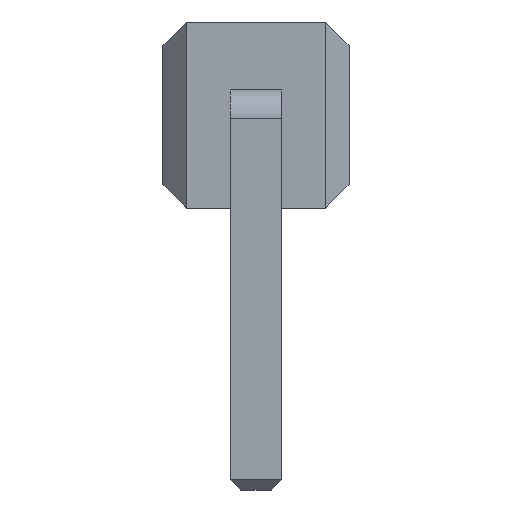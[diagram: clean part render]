
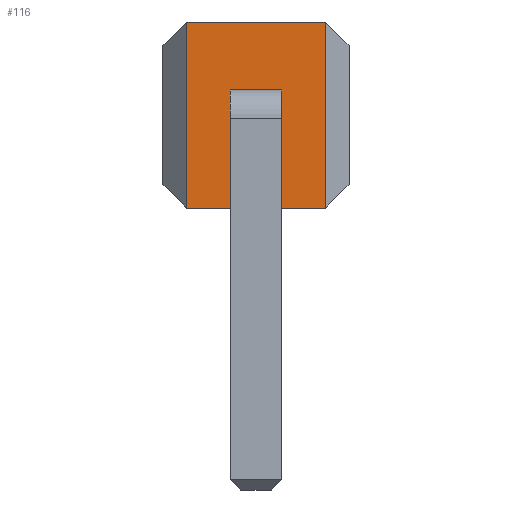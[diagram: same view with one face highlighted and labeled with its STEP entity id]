
A CAD part, front view. The second image highlights one B-rep face of the part: STEP entity #116.
In plain terms, the highlighted planar face has unit normal (0, -1, 0).
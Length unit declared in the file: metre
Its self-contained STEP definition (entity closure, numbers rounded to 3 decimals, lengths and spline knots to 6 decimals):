
#116 = ADVANCED_FACE( '', ( #230 ), #231, .T. );
#230 = FACE_OUTER_BOUND( '', #341, .T. );
#231 = PLANE( '', #342 );
#341 = EDGE_LOOP( '', ( #588, #589, #590, #591 ) );
#342 = AXIS2_PLACEMENT_3D( '', #592, #593, #594 );
#588 = ORIENTED_EDGE( '', *, *, #652, .F. );
#589 = ORIENTED_EDGE( '', *, *, #724, .T. );
#590 = ORIENTED_EDGE( '', *, *, #700, .T. );
#591 = ORIENTED_EDGE( '', *, *, #726, .T. );
#592 = CARTESIAN_POINT( '', ( 0., 0.00121, 0.00127 ) );
#593 = DIRECTION( '', ( 0., -1., 0. ) );
#594 = DIRECTION( '', ( 1., 0., 0. ) );
#652 = EDGE_CURVE( '', #768, #769, #770, .T. );
#700 = EDGE_CURVE( '', #825, #841, #843, .T. );
#724 = EDGE_CURVE( '', #768, #825, #874, .T. );
#726 = EDGE_CURVE( '', #841, #769, #876, .T. );
#768 = VERTEX_POINT( '', #930 );
#769 = VERTEX_POINT( '', #931 );
#770 = LINE( '', #932, #933 );
#825 = VERTEX_POINT( '', #1014 );
#841 = VERTEX_POINT( '', #1039 );
#843 = LINE( '', #1042, #1043 );
#874 = LINE( '', #1090, #1091 );
#876 = LINE( '', #1093, #1094 );
#930 = CARTESIAN_POINT( '', ( -0.000953, 0.00121, 0.00254 ) );
#931 = CARTESIAN_POINT( '', ( 0.000953, 0.00121, 0.00254 ) );
#932 = CARTESIAN_POINT( '', ( 0., 0.00121, 0.00254 ) );
#933 = VECTOR( '', #1138, 1. );
#1014 = CARTESIAN_POINT( '', ( -0.000953, 0.00121, 0. ) );
#1039 = CARTESIAN_POINT( '', ( 0.000953, 0.00121, 0. ) );
#1042 = CARTESIAN_POINT( '', ( 0., 0.00121, 0. ) );
#1043 = VECTOR( '', #1175, 1. );
#1090 = CARTESIAN_POINT( '', ( -0.000953, 0.00121, 0. ) );
#1091 = VECTOR( '', #1192, 1. );
#1093 = CARTESIAN_POINT( '', ( 0.000953, 0.00121, 0.00127 ) );
#1094 = VECTOR( '', #1193, 1. );
#1138 = DIRECTION( '', ( 1., 0., 0. ) );
#1175 = DIRECTION( '', ( 1., 0., 0. ) );
#1192 = DIRECTION( '', ( 0., 0., -1. ) );
#1193 = DIRECTION( '', ( 0., 0., 1. ) );
